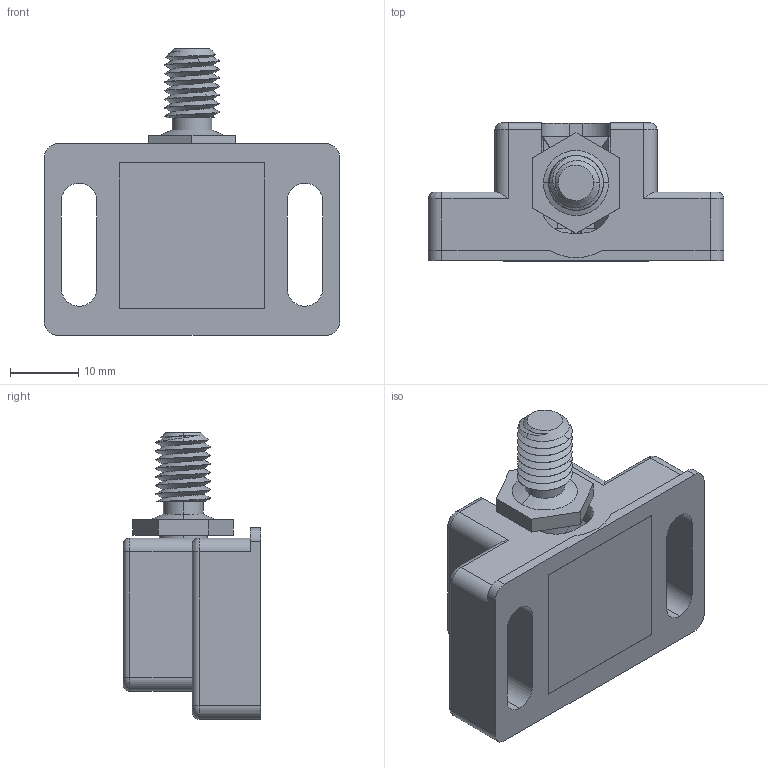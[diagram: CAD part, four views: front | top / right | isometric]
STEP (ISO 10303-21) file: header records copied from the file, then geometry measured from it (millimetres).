
FILE_DESCRIPTION (( 'STEP AP203' ), '1' );
FILE_NAME ('355.0100A.01.STEP', '2024-04-17T01:19:35', ( 'PC' ), ( 'Microsoft' ), 'SwSTEP 2.0', 'SolidWorks 2016', '' );
FILE_SCHEMA (( 'CONFIG_CONTROL_DESIGN' ));
Length unit declared in the file: millimetre
Products named in the file (3): 355-0104B-01; 355.0100A.01
Assembly tree (2 placements, depth 2):
  355.0100A.01
    355.0100A.01
    355-0104B-01
Bounding box: 43.2 x 20.15 x 41.9 mm (x, y, z)
Volume: 13928.4 mm3; surface area: 7310.1 mm2
Topology: 2 solids, 4 shells, 212 faces, 583 edges, 382 vertices
Faces by surface type: plane 115, cylinder 59, bspline 22, cone 9, torus 7
Entity records: 9775 total; most frequent: CARTESIAN_POINT 4305, ORIENTED_EDGE 1158, DIRECTION 965, EDGE_CURVE 579, VERTEX_POINT 382, VECTOR 357, LINE 357, AXIS2_PLACEMENT_3D 304
